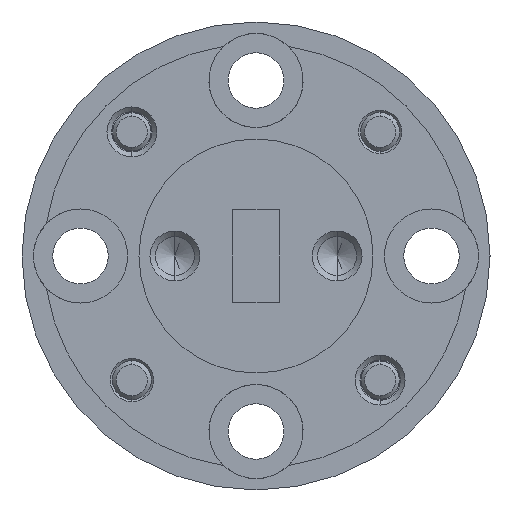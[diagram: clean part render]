
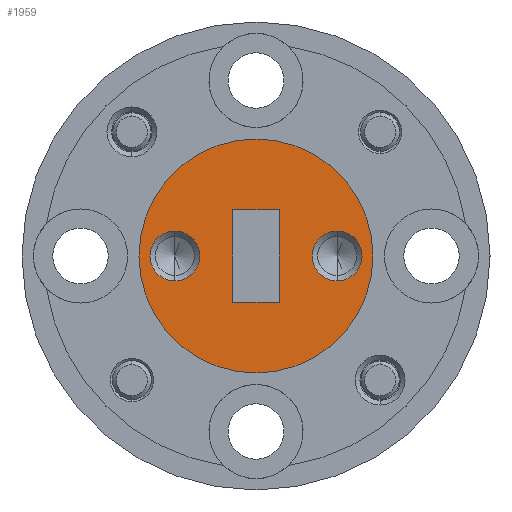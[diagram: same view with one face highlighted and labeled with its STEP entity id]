
A CAD part, left-side view. The second image highlights one B-rep face of the part: STEP entity #1959.
In plain terms, the highlighted planar face has unit normal (-1, 0, 0).
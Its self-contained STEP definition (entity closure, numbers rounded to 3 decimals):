
#41 = DIRECTION ( 'NONE',  ( 0., 0., 1. ) ) ;
#57 = CIRCLE ( 'NONE', #1190, 4.763 ) ;
#197 = EDGE_CURVE ( 'NONE', #1205, #3812, #1746, .T. ) ;
#242 = ORIENTED_EDGE ( 'NONE', *, *, #1548, .F. ) ;
#254 = EDGE_CURVE ( 'NONE', #3564, #2767, #57, .T. ) ;
#260 = DIRECTION ( 'NONE',  ( 0., 1., 0. ) ) ;
#336 = FACE_BOUND ( 'NONE', #3217, .T. ) ;
#387 = AXIS2_PLACEMENT_3D ( 'NONE', #1359, #3330, #3638 ) ;
#470 = DIRECTION ( 'NONE',  ( 0., 0., 1. ) ) ;
#521 = ORIENTED_EDGE ( 'NONE', *, *, #3871, .F. ) ;
#649 = CARTESIAN_POINT ( 'NONE',  ( 0., -3.302, 0. ) ) ;
#696 = AXIS2_PLACEMENT_3D ( 'NONE', #1173, #1608, #41 ) ;
#713 = ORIENTED_EDGE ( 'NONE', *, *, #1219, .F. ) ;
#724 = CARTESIAN_POINT ( 'NONE',  ( 0., 0., 0. ) ) ;
#760 = DIRECTION ( 'NONE',  ( -1., 0., 0. ) ) ;
#863 = VERTEX_POINT ( 'NONE', #4598 ) ;
#874 = AXIS2_PLACEMENT_3D ( 'NONE', #2580, #2928, #4458 ) ;
#941 = CARTESIAN_POINT ( 'NONE',  ( 0., 0.94, 1.88 ) ) ;
#1053 = PLANE ( 'NONE',  #874 ) ;
#1162 = CARTESIAN_POINT ( 'NONE',  ( 0., 0., 0. ) ) ;
#1172 = CARTESIAN_POINT ( 'NONE',  ( 0., 0.94, 1.88 ) ) ;
#1173 = CARTESIAN_POINT ( 'NONE',  ( 0., 3.302, 0. ) ) ;
#1190 = AXIS2_PLACEMENT_3D ( 'NONE', #724, #3454, #3811 ) ;
#1196 = ORIENTED_EDGE ( 'NONE', *, *, #4796, .T. ) ;
#1205 = VERTEX_POINT ( 'NONE', #3711 ) ;
#1219 = EDGE_CURVE ( 'NONE', #863, #3965, #2879, .T. ) ;
#1359 = CARTESIAN_POINT ( 'NONE',  ( 0., -3.302, 0. ) ) ;
#1368 = ORIENTED_EDGE ( 'NONE', *, *, #3967, .F. ) ;
#1470 = CIRCLE ( 'NONE', #3462, 1.016 ) ;
#1548 = EDGE_CURVE ( 'NONE', #3694, #3412, #3821, .T. ) ;
#1593 = VERTEX_POINT ( 'NONE', #1172 ) ;
#1608 = DIRECTION ( 'NONE',  ( -1., 0., 0. ) ) ;
#1746 = CIRCLE ( 'NONE', #696, 1.016 ) ;
#1762 = ORIENTED_EDGE ( 'NONE', *, *, #197, .F. ) ;
#1778 = LINE ( 'NONE', #3706, #2588 ) ;
#1882 = DIRECTION ( 'NONE',  ( 0., 0., 1. ) ) ;
#1910 = DIRECTION ( 'NONE',  ( 0., 0., 1. ) ) ;
#1959 = ADVANCED_FACE ( 'NONE', ( #4507, #2950, #336, #2905 ), #1053, .F. ) ;
#2075 = CARTESIAN_POINT ( 'NONE',  ( 0., -3.302, -1.016 ) ) ;
#2119 = CARTESIAN_POINT ( 'NONE',  ( 0., -0.94, -1.88 ) ) ;
#2325 = VECTOR ( 'NONE', #470, 1000. ) ;
#2462 = EDGE_CURVE ( 'NONE', #3965, #863, #4565, .T. ) ;
#2580 = CARTESIAN_POINT ( 'NONE',  ( 0., 0., 0. ) ) ;
#2588 = VECTOR ( 'NONE', #260, 1000. ) ;
#2595 = EDGE_CURVE ( 'NONE', #3412, #2732, #3432, .T. ) ;
#2615 = ORIENTED_EDGE ( 'NONE', *, *, #254, .T. ) ;
#2679 = AXIS2_PLACEMENT_3D ( 'NONE', #1162, #760, #1910 ) ;
#2732 = VERTEX_POINT ( 'NONE', #3160 ) ;
#2736 = CARTESIAN_POINT ( 'NONE',  ( 0., -0.94, 1.88 ) ) ;
#2757 = CIRCLE ( 'NONE', #2679, 4.763 ) ;
#2767 = VERTEX_POINT ( 'NONE', #3684 ) ;
#2866 = DIRECTION ( 'NONE',  ( -1., 0., 0. ) ) ;
#2879 = CIRCLE ( 'NONE', #387, 1.016 ) ;
#2905 = FACE_OUTER_BOUND ( 'NONE', #4342, .T. ) ;
#2928 = DIRECTION ( 'NONE',  ( 1., 0., 0. ) ) ;
#2950 = FACE_BOUND ( 'NONE', #4163, .T. ) ;
#2974 = CARTESIAN_POINT ( 'NONE',  ( 0., 0., 4.763 ) ) ;
#3160 = CARTESIAN_POINT ( 'NONE',  ( 0., -0.94, 1.88 ) ) ;
#3217 = EDGE_LOOP ( 'NONE', ( #3621, #242, #3613, #1368 ) ) ;
#3242 = CARTESIAN_POINT ( 'NONE',  ( 0., 3.302, 0. ) ) ;
#3244 = LINE ( 'NONE', #941, #3615 ) ;
#3309 = DIRECTION ( 'NONE',  ( -1., 0., 0. ) ) ;
#3314 = DIRECTION ( 'NONE',  ( 0., 0., 1. ) ) ;
#3330 = DIRECTION ( 'NONE',  ( -1., 0., 0. ) ) ;
#3412 = VERTEX_POINT ( 'NONE', #2119 ) ;
#3416 = CARTESIAN_POINT ( 'NONE',  ( 0., -0.94, -1.88 ) ) ;
#3432 = LINE ( 'NONE', #2736, #2325 ) ;
#3450 = EDGE_CURVE ( 'NONE', #1593, #3694, #3244, .T. ) ;
#3454 = DIRECTION ( 'NONE',  ( -1., 0., 0. ) ) ;
#3462 = AXIS2_PLACEMENT_3D ( 'NONE', #3242, #2866, #3314 ) ;
#3487 = CARTESIAN_POINT ( 'NONE',  ( 0., 0.94, -1.88 ) ) ;
#3564 = VERTEX_POINT ( 'NONE', #2974 ) ;
#3613 = ORIENTED_EDGE ( 'NONE', *, *, #3450, .F. ) ;
#3615 = VECTOR ( 'NONE', #4780, 1000. ) ;
#3621 = ORIENTED_EDGE ( 'NONE', *, *, #2595, .F. ) ;
#3638 = DIRECTION ( 'NONE',  ( 0., 0., 1. ) ) ;
#3684 = CARTESIAN_POINT ( 'NONE',  ( 0., 0., -4.763 ) ) ;
#3694 = VERTEX_POINT ( 'NONE', #3487 ) ;
#3706 = CARTESIAN_POINT ( 'NONE',  ( 0., -0.94, 1.88 ) ) ;
#3711 = CARTESIAN_POINT ( 'NONE',  ( 0., 3.302, -1.016 ) ) ;
#3811 = DIRECTION ( 'NONE',  ( 0., 0., 1. ) ) ;
#3812 = VERTEX_POINT ( 'NONE', #4348 ) ;
#3821 = LINE ( 'NONE', #3416, #4633 ) ;
#3840 = EDGE_LOOP ( 'NONE', ( #521, #1762 ) ) ;
#3842 = AXIS2_PLACEMENT_3D ( 'NONE', #649, #3309, #1882 ) ;
#3871 = EDGE_CURVE ( 'NONE', #3812, #1205, #1470, .T. ) ;
#3965 = VERTEX_POINT ( 'NONE', #2075 ) ;
#3967 = EDGE_CURVE ( 'NONE', #2732, #1593, #1778, .T. ) ;
#4163 = EDGE_LOOP ( 'NONE', ( #713, #4824 ) ) ;
#4342 = EDGE_LOOP ( 'NONE', ( #2615, #1196 ) ) ;
#4348 = CARTESIAN_POINT ( 'NONE',  ( 0., 3.302, 1.016 ) ) ;
#4458 = DIRECTION ( 'NONE',  ( 0., 0., -1. ) ) ;
#4507 = FACE_BOUND ( 'NONE', #3840, .T. ) ;
#4565 = CIRCLE ( 'NONE', #3842, 1.016 ) ;
#4598 = CARTESIAN_POINT ( 'NONE',  ( 0., -3.302, 1.016 ) ) ;
#4633 = VECTOR ( 'NONE', #4950, 1000. ) ;
#4780 = DIRECTION ( 'NONE',  ( 0., 0., -1. ) ) ;
#4796 = EDGE_CURVE ( 'NONE', #2767, #3564, #2757, .T. ) ;
#4824 = ORIENTED_EDGE ( 'NONE', *, *, #2462, .F. ) ;
#4950 = DIRECTION ( 'NONE',  ( 0., -1., 0. ) ) ;
